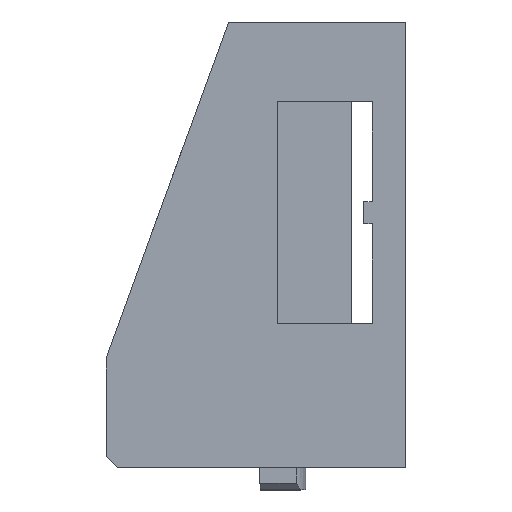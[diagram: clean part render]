
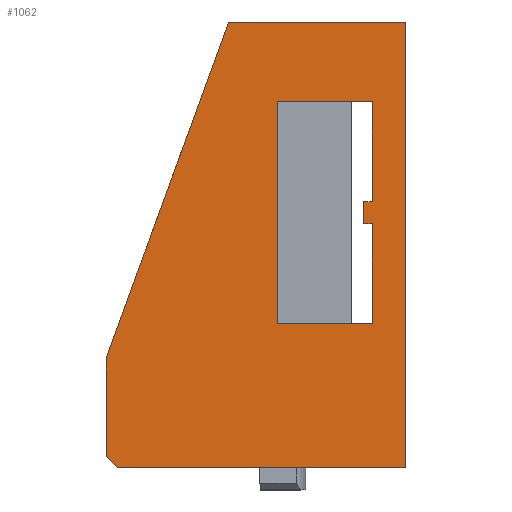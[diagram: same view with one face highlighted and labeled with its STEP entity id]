
A CAD part, top view. The second image highlights one B-rep face of the part: STEP entity #1062.
In plain terms, the highlighted planar face has unit normal (0, 0, 1).
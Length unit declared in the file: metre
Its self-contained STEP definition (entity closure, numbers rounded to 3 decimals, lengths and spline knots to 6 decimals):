
#28=LINE('',#1484,#157);
#46=LINE('',#1521,#175);
#60=LINE('',#1551,#189);
#64=LINE('',#1580,#193);
#70=LINE('',#1595,#199);
#72=LINE('',#1599,#201);
#94=LINE('',#1643,#223);
#97=LINE('',#1648,#226);
#99=LINE('',#1652,#228);
#100=LINE('',#1657,#229);
#102=LINE('',#1662,#231);
#109=LINE('',#1680,#238);
#113=LINE('',#1689,#242);
#115=LINE('',#1692,#244);
#157=VECTOR('',#1196,1.);
#175=VECTOR('',#1218,1.);
#189=VECTOR('',#1242,1.);
#193=VECTOR('',#1256,1.);
#199=VECTOR('',#1268,1.);
#201=VECTOR('',#1272,1.);
#223=VECTOR('',#1302,1.);
#226=VECTOR('',#1307,1.);
#228=VECTOR('',#1311,1.);
#229=VECTOR('',#1320,1.);
#231=VECTOR('',#1326,1.);
#238=VECTOR('',#1341,1.);
#242=VECTOR('',#1347,1.);
#244=VECTOR('',#1351,1.);
#424=ORIENTED_EDGE('',*,*,#683,.F.);
#425=ORIENTED_EDGE('',*,*,#589,.F.);
#426=ORIENTED_EDGE('',*,*,#608,.T.);
#427=ORIENTED_EDGE('',*,*,#623,.F.);
#428=ORIENTED_EDGE('',*,*,#687,.F.);
#429=ORIENTED_EDGE('',*,*,#689,.F.);
#430=ORIENTED_EDGE('',*,*,#665,.F.);
#431=ORIENTED_EDGE('',*,*,#662,.T.);
#432=ORIENTED_EDGE('',*,*,#673,.T.);
#433=ORIENTED_EDGE('',*,*,#670,.T.);
#434=ORIENTED_EDGE('',*,*,#640,.T.);
#435=ORIENTED_EDGE('',*,*,#638,.T.);
#436=ORIENTED_EDGE('',*,*,#631,.F.);
#437=ORIENTED_EDGE('',*,*,#667,.T.);
#589=EDGE_CURVE('',#740,#741,#28,.T.);
#608=EDGE_CURVE('',#740,#757,#46,.T.);
#623=EDGE_CURVE('',#767,#757,#60,.T.);
#631=EDGE_CURVE('',#774,#775,#64,.T.);
#638=EDGE_CURVE('',#781,#775,#70,.T.);
#640=EDGE_CURVE('',#782,#781,#72,.T.);
#662=EDGE_CURVE('',#800,#799,#94,.T.);
#665=EDGE_CURVE('',#800,#801,#97,.T.);
#667=EDGE_CURVE('',#774,#801,#99,.T.);
#670=EDGE_CURVE('',#802,#782,#100,.T.);
#673=EDGE_CURVE('',#799,#802,#102,.T.);
#683=EDGE_CURVE('',#741,#810,#109,.T.);
#687=EDGE_CURVE('',#812,#767,#113,.T.);
#689=EDGE_CURVE('',#810,#812,#115,.F.);
#740=VERTEX_POINT('',#1483);
#741=VERTEX_POINT('',#1485);
#757=VERTEX_POINT('',#1520);
#767=VERTEX_POINT('',#1549);
#774=VERTEX_POINT('',#1579);
#775=VERTEX_POINT('',#1581);
#781=VERTEX_POINT('',#1596);
#782=VERTEX_POINT('',#1600);
#799=VERTEX_POINT('',#1642);
#800=VERTEX_POINT('',#1644);
#801=VERTEX_POINT('',#1649);
#802=VERTEX_POINT('',#1658);
#810=VERTEX_POINT('',#1681);
#812=VERTEX_POINT('',#1687);
#881=EDGE_LOOP('',(#424,#425,#426,#427,#428,#429));
#882=EDGE_LOOP('',(#430,#431,#432,#433,#434,#435,#436,#437));
#950=FACE_BOUND('',#881,.T.);
#951=FACE_BOUND('',#882,.T.);
#1010=PLANE('',#1145);
#1062=ADVANCED_FACE('',(#950,#951),#1010,.T.);
#1145=AXIS2_PLACEMENT_3D('',#1691,#1349,#1350);
#1196=DIRECTION('',(0.,-1.,0.));
#1218=DIRECTION('',(-1.,0.,0.));
#1242=DIRECTION('',(0.342,0.94,0.));
#1256=DIRECTION('',(-1.,0.,0.));
#1268=DIRECTION('',(0.,-1.,0.));
#1272=DIRECTION('',(-1.,0.,0.));
#1302=DIRECTION('',(0.,1.,0.));
#1307=DIRECTION('',(1.,0.,0.));
#1311=DIRECTION('',(0.,-1.,0.));
#1320=DIRECTION('',(0.,-1.,0.));
#1326=DIRECTION('',(1.,0.,0.));
#1341=DIRECTION('',(-1.,0.,0.));
#1347=DIRECTION('',(0.,1.,0.));
#1349=DIRECTION('',(0.,0.,1.));
#1350=DIRECTION('',(-1.,0.,0.));
#1351=DIRECTION('',(0.707,-0.707,0.));
#1483=CARTESIAN_POINT('',(0.,0.041,-0.0285));
#1484=CARTESIAN_POINT('',(0.,0.0188,-0.0285));
#1485=CARTESIAN_POINT('',(0.,0.0008,-0.0285));
#1520=CARTESIAN_POINT('',(-0.015971,0.041,-0.0285));
#1521=CARTESIAN_POINT('',(-0.007986,0.041,-0.0285));
#1549=CARTESIAN_POINT('',(-0.027,0.010699,-0.0285));
#1551=CARTESIAN_POINT('',(-0.02225,0.023749,-0.0285));
#1579=CARTESIAN_POINT('',(-0.003,0.022805,-0.0285));
#1580=CARTESIAN_POINT('',(-0.0034,0.022805,-0.0285));
#1581=CARTESIAN_POINT('',(-0.0038,0.022805,-0.0285));
#1595=CARTESIAN_POINT('',(-0.0038,0.023805,-0.0285));
#1596=CARTESIAN_POINT('',(-0.0038,0.024805,-0.0285));
#1599=CARTESIAN_POINT('',(-0.0034,0.024805,-0.0285));
#1600=CARTESIAN_POINT('',(-0.003,0.024805,-0.0285));
#1642=CARTESIAN_POINT('',(-0.0116,0.033805,-0.0285));
#1643=CARTESIAN_POINT('',(-0.0116,0.023805,-0.0285));
#1644=CARTESIAN_POINT('',(-0.0116,0.013805,-0.0285));
#1648=CARTESIAN_POINT('',(-0.0034,0.013805,-0.0285));
#1649=CARTESIAN_POINT('',(-0.003,0.013805,-0.0285));
#1652=CARTESIAN_POINT('',(-0.003,0.018305,-0.0285));
#1657=CARTESIAN_POINT('',(-0.003,0.029305,-0.0285));
#1658=CARTESIAN_POINT('',(-0.003,0.033805,-0.0285));
#1662=CARTESIAN_POINT('',(-0.0034,0.033805,-0.0285));
#1680=CARTESIAN_POINT('',(-0.015,0.0008,-0.0285));
#1681=CARTESIAN_POINT('',(-0.026,0.0008,-0.0285));
#1687=CARTESIAN_POINT('',(-0.027,0.0018,-0.0285));
#1689=CARTESIAN_POINT('',(-0.027,0.005749,-0.0285));
#1691=CARTESIAN_POINT('',(0.,0.0209,-0.0285));
#1692=CARTESIAN_POINT('',(-0.02305,-0.00215,-0.0285));
